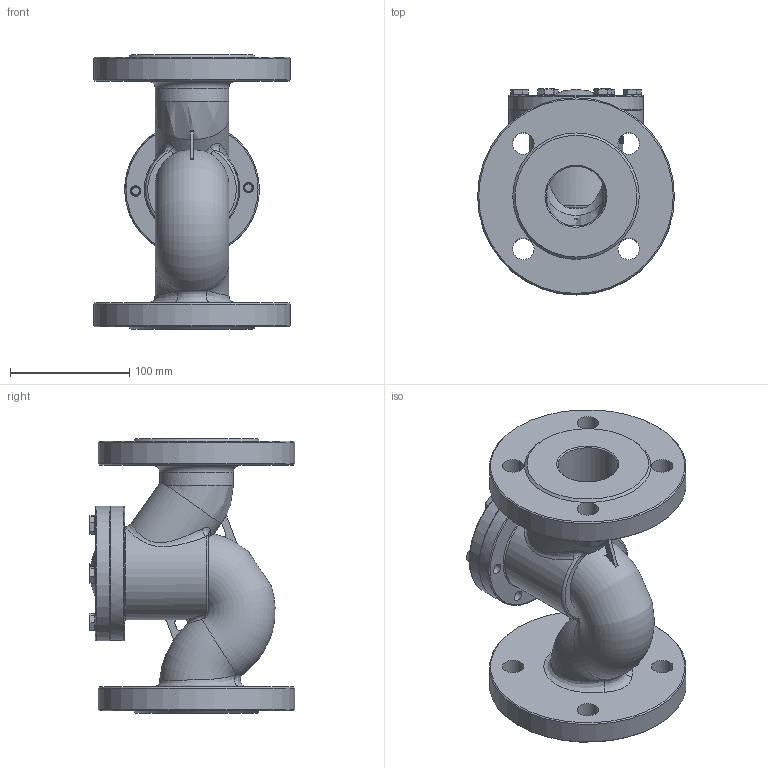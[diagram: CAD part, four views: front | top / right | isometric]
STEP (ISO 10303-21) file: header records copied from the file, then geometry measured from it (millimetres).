
FILE_DESCRIPTION(/* description */ (''),/* implementation_level */ '2;1');
FILE_NAME(/* name */ 'DN50_3D_STEP.stp',/* time_stamp */ '2025-12-02T00:22:09+03:00',/* author */ ('igorr'),/* organization */ (''),/* preprocessor_version */ 'ST-DEVELOPER v20',/* originating_system */ 'Autodesk Inventor 2025',/* authorisation */ '');
FILE_SCHEMA (('AUTOMOTIVE_DESIGN { 1 0 10303 214 3 1 1 }'));
Length unit declared in the file: millimetre
Products named in the file (3): Сборка1; Деталь1; AS 1110 - M8 x 12
Assembly tree (7 placements, depth 2):
  Сборка1
    Деталь1
    AS 1110 - M8 x 12  x6
Bounding box: 165 x 172.5 x 230 mm (x, y, z)
Volume: 1538687.6 mm3; surface area: 240518.7 mm2
Topology: 7 solids, 7 shells, 321 faces, 765 edges, 479 vertices
Faces by surface type: plane 159, cylinder 54, cone 50, bspline 45, torus 12, sphere 1
Full cylindrical faces by diameter (mm): 8 x6, 8.751 x12, 13 x6, 15 x1, 18 x8, 50 x3, 62 x2, 112.753 x2, 165 x2
Entity records: 9435 total; most frequent: CARTESIAN_POINT 4375, ORIENTED_EDGE 1012, DIRECTION 911, EDGE_CURVE 506, AXIS2_PLACEMENT_3D 370, VERTEX_POINT 329, EDGE_LOOP 267, FACE_OUTER_BOUND 201
